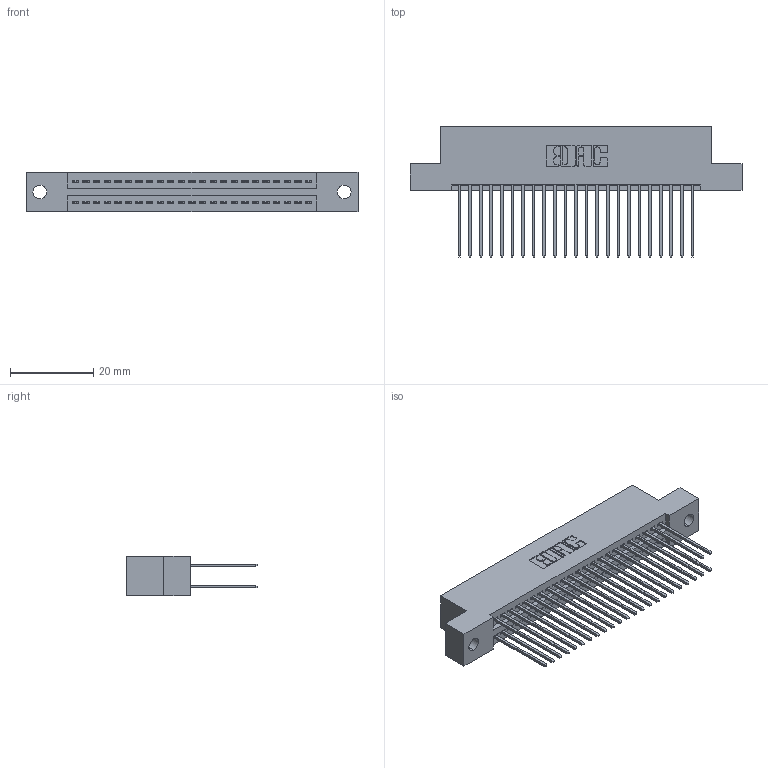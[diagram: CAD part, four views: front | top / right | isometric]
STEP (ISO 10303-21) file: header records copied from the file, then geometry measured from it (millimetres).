
FILE_DESCRIPTION (( 'STEP AP203' ), '1' );
FILE_NAME ('395-046-542-202.STEP', '2018-11-16T16:29:30', ( '' ), ( '' ), 'SwSTEP 2.0', 'SolidWorks 2016', '' );
FILE_SCHEMA (( 'CONFIG_CONTROL_DESIGN' ));
Length unit declared in the file: inch
Products named in the file (3): 345-292-001_345-293-142; 345 Part_Flush Mounting Lugs - 0.128 Dia; 395-046-542-202
Assembly tree (47 placements, depth 2):
  395-046-542-202
    345 Part_Flush Mounting Lugs - 0.128 Dia
    345-292-001_345-293-142  x46
Bounding box: 79.63 x 31.29 x 9.4 mm (x, y, z)
Volume: 7736.6 mm3; surface area: 11797.4 mm2
Topology: 47 solids, 47 shells, 2426 faces, 7195 edges, 4734 vertices
Faces by surface type: plane 1598, cylinder 828
Entity records: 20625 total; most frequent: CARTESIAN_POINT 3476, ORIENTED_EDGE 3410, DIRECTION 3089, EDGE_CURVE 1705, VECTOR 1481, LINE 1481, VERTEX_POINT 1134, AXIS2_PLACEMENT_3D 804
